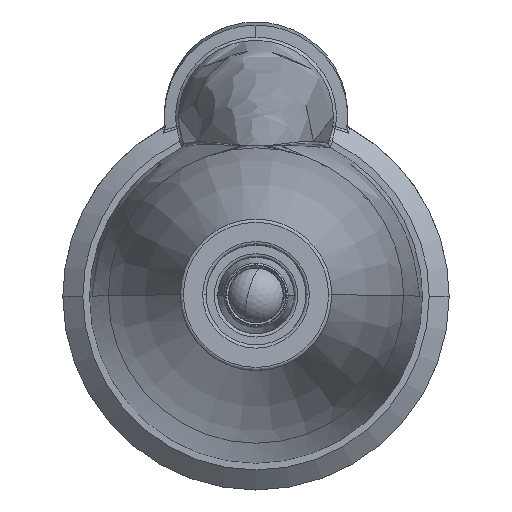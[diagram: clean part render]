
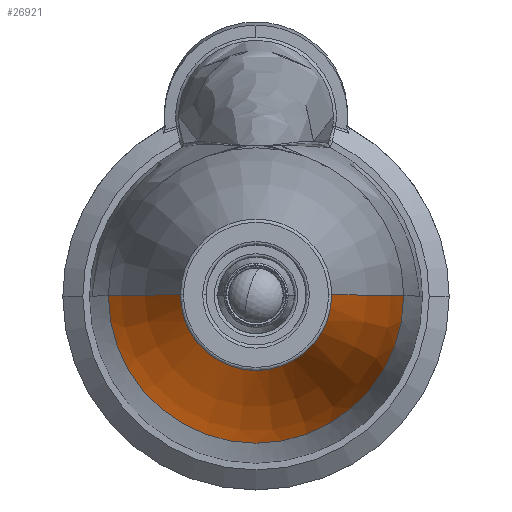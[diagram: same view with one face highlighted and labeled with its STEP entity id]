
A CAD part, top view. The second image highlights one B-rep face of the part: STEP entity #26921.
In plain terms, the highlighted toroidal (fillet/blend) face has major radius 36.566 mm and minor radius 41.051 mm.
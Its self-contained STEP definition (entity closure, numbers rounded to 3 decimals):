
#1006 = CARTESIAN_POINT ( 'NONE',  ( 4.434, 0., -11.314 ) ) ;
#1049 = AXIS2_PLACEMENT_3D ( 'NONE', #27450, #21588, #18371 ) ;
#1741 = EDGE_LOOP ( 'NONE', ( #28201, #11545, #28105, #23004 ) ) ;
#4117 = EDGE_CURVE ( 'NONE', #33725, #4825, #15794, .T. ) ;
#4825 = VERTEX_POINT ( 'NONE', #10847 ) ;
#5338 = CARTESIAN_POINT ( 'NONE',  ( -4.434, 0., -11.314 ) ) ;
#5533 = AXIS2_PLACEMENT_3D ( 'NONE', #35264, #22958, #30801 ) ;
#7562 = DIRECTION ( 'NONE',  ( 0., 1., 0. ) ) ;
#9990 = CARTESIAN_POINT ( 'NONE',  ( -2.273, 0., -0.068 ) ) ;
#10847 = CARTESIAN_POINT ( 'NONE',  ( 2.273, 0., -0.068 ) ) ;
#11292 = AXIS2_PLACEMENT_3D ( 'NONE', #19510, #23488, #38067 ) ;
#11545 = ORIENTED_EDGE ( 'NONE', *, *, #35762, .T. ) ;
#15794 = CIRCLE ( 'NONE', #11292, 41.051 ) ;
#15819 = CIRCLE ( 'NONE', #5533, 2.273 ) ;
#16234 = FACE_OUTER_BOUND ( 'NONE', #1741, .T. ) ;
#18371 = DIRECTION ( 'NONE',  ( 1., 0., 0. ) ) ;
#19510 = CARTESIAN_POINT ( 'NONE',  ( -36.566, 0., -13.361 ) ) ;
#21588 = DIRECTION ( 'NONE',  ( 0., 0., 1. ) ) ;
#22477 = CIRCLE ( 'NONE', #28928, 41.051 ) ;
#22671 = DIRECTION ( 'NONE',  ( 1., 0., 0. ) ) ;
#22958 = DIRECTION ( 'NONE',  ( 0., 0., -1. ) ) ;
#23004 = ORIENTED_EDGE ( 'NONE', *, *, #37537, .T. ) ;
#23488 = DIRECTION ( 'NONE',  ( 0., -1., 0. ) ) ;
#23996 = TOROIDAL_SURFACE ( 'NONE', #24632, -36.566, 41.051 ) ;
#24632 = AXIS2_PLACEMENT_3D ( 'NONE', #38203, #25712, #22671 ) ;
#25712 = DIRECTION ( 'NONE',  ( 0., 0., 1. ) ) ;
#26921 = ADVANCED_FACE ( 'NONE', ( #16234 ), #23996, .T. ) ;
#27450 = CARTESIAN_POINT ( 'NONE',  ( 0., 0., -11.314 ) ) ;
#28105 = ORIENTED_EDGE ( 'NONE', *, *, #4117, .T. ) ;
#28201 = ORIENTED_EDGE ( 'NONE', *, *, #39908, .F. ) ;
#28928 = AXIS2_PLACEMENT_3D ( 'NONE', #39009, #7562, #32951 ) ;
#30801 = DIRECTION ( 'NONE',  ( -1., 0., 0. ) ) ;
#32947 = VERTEX_POINT ( 'NONE', #9990 ) ;
#32951 = DIRECTION ( 'NONE',  ( -1., 0., 0. ) ) ;
#33725 = VERTEX_POINT ( 'NONE', #1006 ) ;
#35264 = CARTESIAN_POINT ( 'NONE',  ( 0., 0., -0.068 ) ) ;
#35762 = EDGE_CURVE ( 'NONE', #37276, #33725, #35843, .T. ) ;
#35843 = CIRCLE ( 'NONE', #1049, 4.434 ) ;
#37276 = VERTEX_POINT ( 'NONE', #5338 ) ;
#37537 = EDGE_CURVE ( 'NONE', #4825, #32947, #15819, .T. ) ;
#38067 = DIRECTION ( 'NONE',  ( 0., 0., -1. ) ) ;
#38203 = CARTESIAN_POINT ( 'NONE',  ( 0., 0., -13.361 ) ) ;
#39009 = CARTESIAN_POINT ( 'NONE',  ( 36.566, 0., -13.361 ) ) ;
#39908 = EDGE_CURVE ( 'NONE', #37276, #32947, #22477, .T. ) ;
